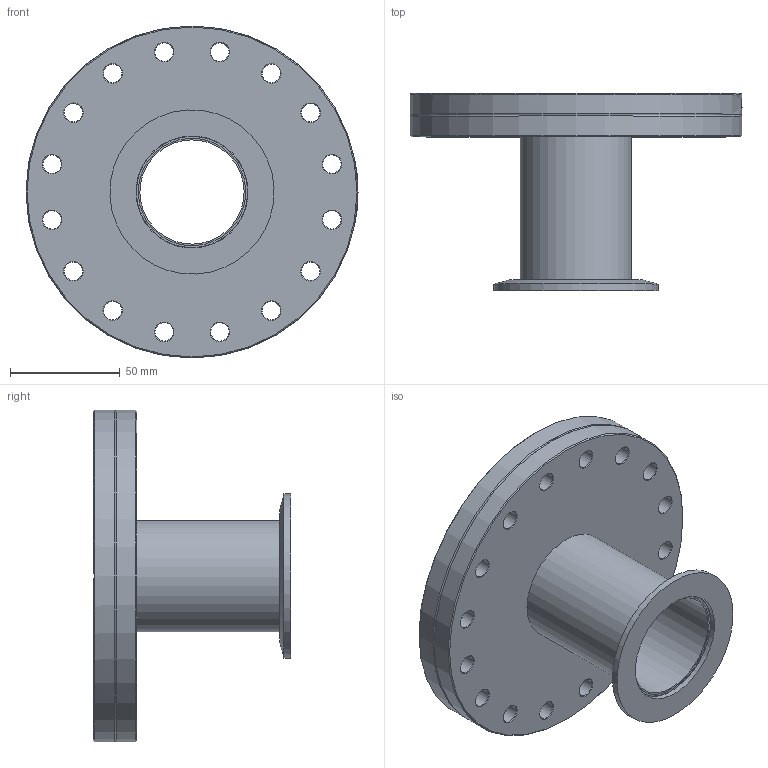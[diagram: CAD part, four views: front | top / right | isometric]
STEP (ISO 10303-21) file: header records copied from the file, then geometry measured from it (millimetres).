
FILE_DESCRIPTION(/* description */ (''),/* implementation_level */ '2;1');
FILE_NAME(/* name */ 'FL-100CF-50KF.stp',/* time_stamp */ '2023-06-12T08:59:34+01:00',/* author */ ('PaulJarvis'),/* organization */ (''),/* preprocessor_version */ 'ST-DEVELOPER v19.2',/* originating_system */ 'Autodesk Inventor 2023',/* authorisation */ '');
FILE_SCHEMA (('AUTOMOTIVE_DESIGN { 1 0 10303 214 3 1 1 }'));
Length unit declared in the file: millimetre
Products named in the file (4): FL-100CF-50KF; FL-100CF; FL-50KF-51W; tube
Assembly tree (3 placements, depth 2):
  FL-100CF-50KF
    FL-100CF
    FL-50KF-51W
    tube
Bounding box: 151.6 x 90 x 151.6 mm (x, y, z)
Volume: 320233.3 mm3; surface area: 85343.1 mm2
Topology: 3 solids, 3 shells, 168 faces, 440 edges, 287 vertices
Faces by surface type: bspline 53, plane 40, cone 38, cylinder 36, torus 1
Full cylindrical faces by diameter (mm): 8.4 x16, 47.6 x1, 49.1 x1, 50.8 x2, 51 x1, 51.2 x1, 75 x1, 120.6 x1, 151.6 x2
Entity records: 17872 total; most frequent: CARTESIAN_POINT 13832, ORIENTED_EDGE 880, DIRECTION 669, EDGE_CURVE 440, VERTEX_POINT 287, AXIS2_PLACEMENT_3D 253, EDGE_LOOP 215, FACE_OUTER_BOUND 168
